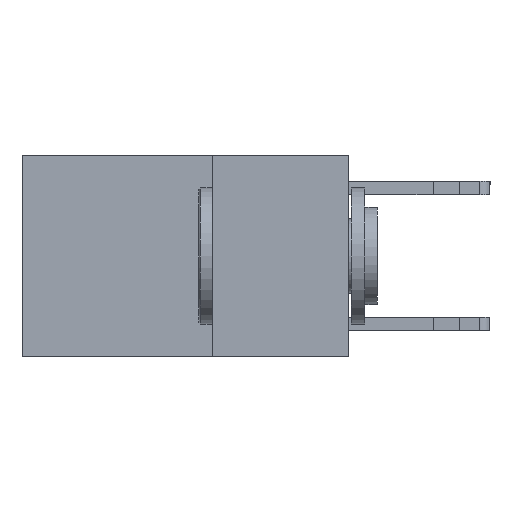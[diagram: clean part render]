
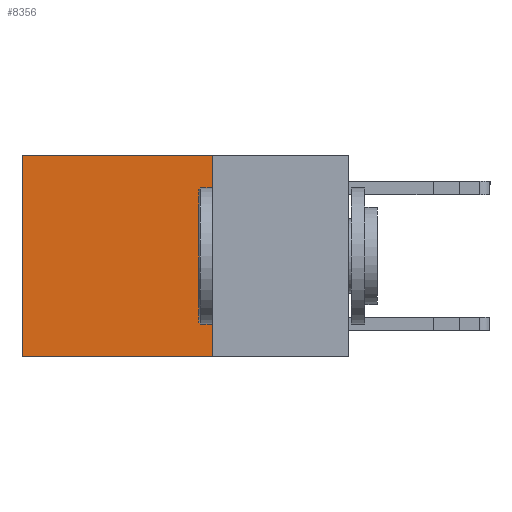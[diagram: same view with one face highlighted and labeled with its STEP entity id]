
A CAD part, left-side view. The second image highlights one B-rep face of the part: STEP entity #8356.
In plain terms, the highlighted planar face has unit normal (-1, 0, 0).
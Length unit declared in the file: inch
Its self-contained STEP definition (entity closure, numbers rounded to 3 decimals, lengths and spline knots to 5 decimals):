
#465 = LINE ( 'NONE', #22261, #11772 ) ;
#641 = LINE ( 'NONE', #2362, #8105 ) ;
#728 = AXIS2_PLACEMENT_3D ( 'NONE', #16118, #13992, #18092 ) ;
#1908 = EDGE_CURVE ( 'NONE', #4731, #8546, #641, .T. ) ;
#2362 = CARTESIAN_POINT ( 'NONE',  ( 0.2625, 0.25, 0. ) ) ;
#3061 = ORIENTED_EDGE ( 'NONE', *, *, #7169, .T. ) ;
#4731 = VERTEX_POINT ( 'NONE', #15369 ) ;
#6225 = DIRECTION ( 'NONE',  ( 0., 0., -1. ) ) ;
#6485 = EDGE_CURVE ( 'NONE', #8419, #9148, #22016, .T. ) ;
#7153 = ORIENTED_EDGE ( 'NONE', *, *, #6485, .F. ) ;
#7169 = EDGE_CURVE ( 'NONE', #8546, #9148, #465, .T. ) ;
#8105 = VECTOR ( 'NONE', #10363, 39.37008 ) ;
#8198 = FACE_OUTER_BOUND ( 'NONE', #17476, .T. ) ;
#8356 = ADVANCED_FACE ( 'NONE', ( #8198 ), #14124, .F. ) ;
#8419 = VERTEX_POINT ( 'NONE', #12282 ) ;
#8546 = VERTEX_POINT ( 'NONE', #10809 ) ;
#9148 = VERTEX_POINT ( 'NONE', #17362 ) ;
#10363 = DIRECTION ( 'NONE',  ( 0., 1., 0. ) ) ;
#10809 = CARTESIAN_POINT ( 'NONE',  ( 0.2625, 0.6, 0. ) ) ;
#11112 = LINE ( 'NONE', #23179, #18568 ) ;
#11772 = VECTOR ( 'NONE', #6225, 39.37008 ) ;
#12018 = DIRECTION ( 'NONE',  ( 0., 1., 0. ) ) ;
#12282 = CARTESIAN_POINT ( 'NONE',  ( 0.2625, 0.25, -0.37 ) ) ;
#13065 = DIRECTION ( 'NONE',  ( 0., 0., -1. ) ) ;
#13992 = DIRECTION ( 'NONE',  ( 1., 0., 0. ) ) ;
#14005 = CARTESIAN_POINT ( 'NONE',  ( 0.2625, 0.25, -0.37 ) ) ;
#14124 = PLANE ( 'NONE',  #728 ) ;
#15270 = VECTOR ( 'NONE', #12018, 39.37008 ) ;
#15369 = CARTESIAN_POINT ( 'NONE',  ( 0.2625, 0.25, 0. ) ) ;
#16118 = CARTESIAN_POINT ( 'NONE',  ( 0.2625, 0.25, 0. ) ) ;
#16616 = EDGE_CURVE ( 'NONE', #4731, #8419, #11112, .T. ) ;
#17362 = CARTESIAN_POINT ( 'NONE',  ( 0.2625, 0.6, -0.37 ) ) ;
#17476 = EDGE_LOOP ( 'NONE', ( #3061, #7153, #20933, #23114 ) ) ;
#18092 = DIRECTION ( 'NONE',  ( 0., 0., -1. ) ) ;
#18568 = VECTOR ( 'NONE', #13065, 39.37008 ) ;
#20933 = ORIENTED_EDGE ( 'NONE', *, *, #16616, .F. ) ;
#22016 = LINE ( 'NONE', #14005, #15270 ) ;
#22261 = CARTESIAN_POINT ( 'NONE',  ( 0.2625, 0.6, 0. ) ) ;
#23114 = ORIENTED_EDGE ( 'NONE', *, *, #1908, .T. ) ;
#23179 = CARTESIAN_POINT ( 'NONE',  ( 0.2625, 0.25, 0. ) ) ;
